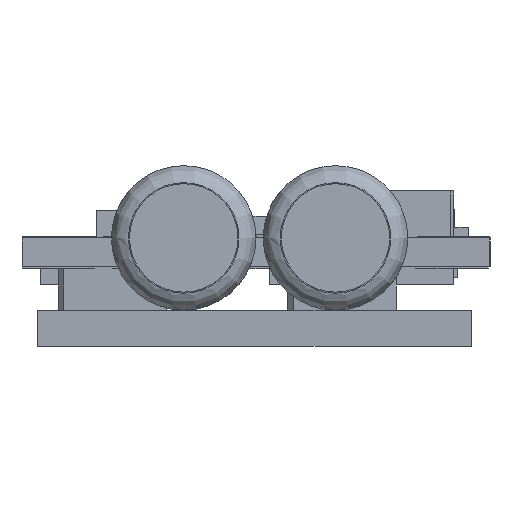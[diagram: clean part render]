
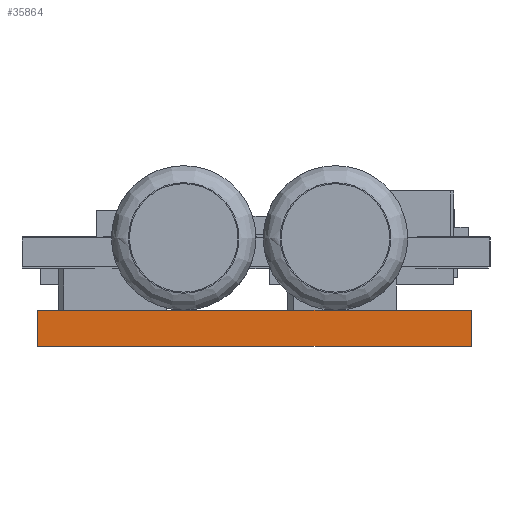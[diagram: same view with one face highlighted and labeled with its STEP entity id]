
A CAD part, left-side view. The second image highlights one B-rep face of the part: STEP entity #35864.
In plain terms, the highlighted planar face has unit normal (-1, 0, 0).
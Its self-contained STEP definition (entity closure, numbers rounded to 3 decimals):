
#35601 = EDGE_CURVE('',#35602,#35604,#35606,.T.);
#35602 = VERTEX_POINT('',#35603);
#35603 = CARTESIAN_POINT('',(-20.602,-11.912,-4.));
#35604 = VERTEX_POINT('',#35605);
#35605 = CARTESIAN_POINT('',(-20.602,-11.912,-6.));
#35606 = SURFACE_CURVE('',#35607,(#35611,#35623),.PCURVE_S1.);
#35607 = LINE('',#35608,#35609);
#35608 = CARTESIAN_POINT('',(-20.602,-11.912,-4.));
#35609 = VECTOR('',#35610,1.);
#35610 = DIRECTION('',(0.,0.,-1.));
#35611 = PCURVE('',#35612,#35617);
#35612 = PLANE('',#35613);
#35613 = AXIS2_PLACEMENT_3D('',#35614,#35615,#35616);
#35614 = CARTESIAN_POINT('',(-20.602,-11.912,-4.));
#35615 = DIRECTION('',(0.,-1.,0.));
#35616 = DIRECTION('',(1.,0.,0.));
#35617 = DEFINITIONAL_REPRESENTATION('',(#35618),#35622);
#35618 = LINE('',#35619,#35620);
#35619 = CARTESIAN_POINT('',(0.,0.));
#35620 = VECTOR('',#35621,1.);
#35621 = DIRECTION('',(0.,-1.));
#35622 = ( GEOMETRIC_REPRESENTATION_CONTEXT(2) 
PARAMETRIC_REPRESENTATION_CONTEXT() REPRESENTATION_CONTEXT('2D SPACE',''
  ) );
#35623 = PCURVE('',#35624,#35629);
#35624 = PLANE('',#35625);
#35625 = AXIS2_PLACEMENT_3D('',#35626,#35627,#35628);
#35626 = CARTESIAN_POINT('',(-20.602,12.088,-4.));
#35627 = DIRECTION('',(-1.,0.,0.));
#35628 = DIRECTION('',(0.,-1.,0.));
#35629 = DEFINITIONAL_REPRESENTATION('',(#35630),#35634);
#35630 = LINE('',#35631,#35632);
#35631 = CARTESIAN_POINT('',(24.,0.));
#35632 = VECTOR('',#35633,1.);
#35633 = DIRECTION('',(0.,-1.));
#35634 = ( GEOMETRIC_REPRESENTATION_CONTEXT(2) 
PARAMETRIC_REPRESENTATION_CONTEXT() REPRESENTATION_CONTEXT('2D SPACE',''
  ) );
#35652 = PLANE('',#35653);
#35653 = AXIS2_PLACEMENT_3D('',#35654,#35655,#35656);
#35654 = CARTESIAN_POINT('',(0.048,0.088,-6.));
#35655 = DIRECTION('',(0.,0.,1.));
#35656 = DIRECTION('',(0.,1.,0.));
#35706 = PLANE('',#35707);
#35707 = AXIS2_PLACEMENT_3D('',#35708,#35709,#35710);
#35708 = CARTESIAN_POINT('',(0.048,0.088,-4.));
#35709 = DIRECTION('',(0.,0.,1.));
#35710 = DIRECTION('',(0.,1.,0.));
#35761 = PLANE('',#35762);
#35762 = AXIS2_PLACEMENT_3D('',#35763,#35764,#35765);
#35763 = CARTESIAN_POINT('',(20.698,12.088,-4.));
#35764 = DIRECTION('',(0.,1.,0.));
#35765 = DIRECTION('',(-1.,0.,0.));
#35799 = VERTEX_POINT('',#35800);
#35800 = CARTESIAN_POINT('',(-20.602,12.088,-6.));
#35821 = EDGE_CURVE('',#35822,#35799,#35824,.T.);
#35822 = VERTEX_POINT('',#35823);
#35823 = CARTESIAN_POINT('',(-20.602,12.088,-4.));
#35824 = SURFACE_CURVE('',#35825,(#35829,#35836),.PCURVE_S1.);
#35825 = LINE('',#35826,#35827);
#35826 = CARTESIAN_POINT('',(-20.602,12.088,-4.));
#35827 = VECTOR('',#35828,1.);
#35828 = DIRECTION('',(0.,0.,-1.));
#35829 = PCURVE('',#35761,#35830);
#35830 = DEFINITIONAL_REPRESENTATION('',(#35831),#35835);
#35831 = LINE('',#35832,#35833);
#35832 = CARTESIAN_POINT('',(41.3,0.));
#35833 = VECTOR('',#35834,1.);
#35834 = DIRECTION('',(0.,-1.));
#35835 = ( GEOMETRIC_REPRESENTATION_CONTEXT(2) 
PARAMETRIC_REPRESENTATION_CONTEXT() REPRESENTATION_CONTEXT('2D SPACE',''
  ) );
#35836 = PCURVE('',#35624,#35837);
#35837 = DEFINITIONAL_REPRESENTATION('',(#35838),#35842);
#35838 = LINE('',#35839,#35840);
#35839 = CARTESIAN_POINT('',(0.,0.));
#35840 = VECTOR('',#35841,1.);
#35841 = DIRECTION('',(0.,-1.));
#35842 = ( GEOMETRIC_REPRESENTATION_CONTEXT(2) 
PARAMETRIC_REPRESENTATION_CONTEXT() REPRESENTATION_CONTEXT('2D SPACE',''
  ) );
#35864 = ADVANCED_FACE('',(#35865),#35624,.T.);
#35865 = FACE_BOUND('',#35866,.T.);
#35866 = EDGE_LOOP('',(#35867,#35868,#35889,#35890));
#35867 = ORIENTED_EDGE('',*,*,#35821,.T.);
#35868 = ORIENTED_EDGE('',*,*,#35869,.T.);
#35869 = EDGE_CURVE('',#35799,#35604,#35870,.T.);
#35870 = SURFACE_CURVE('',#35871,(#35875,#35882),.PCURVE_S1.);
#35871 = LINE('',#35872,#35873);
#35872 = CARTESIAN_POINT('',(-20.602,12.088,-6.));
#35873 = VECTOR('',#35874,1.);
#35874 = DIRECTION('',(0.,-1.,0.));
#35875 = PCURVE('',#35624,#35876);
#35876 = DEFINITIONAL_REPRESENTATION('',(#35877),#35881);
#35877 = LINE('',#35878,#35879);
#35878 = CARTESIAN_POINT('',(0.,-2.));
#35879 = VECTOR('',#35880,1.);
#35880 = DIRECTION('',(1.,0.));
#35881 = ( GEOMETRIC_REPRESENTATION_CONTEXT(2) 
PARAMETRIC_REPRESENTATION_CONTEXT() REPRESENTATION_CONTEXT('2D SPACE',''
  ) );
#35882 = PCURVE('',#35652,#35883);
#35883 = DEFINITIONAL_REPRESENTATION('',(#35884),#35888);
#35884 = LINE('',#35885,#35886);
#35885 = CARTESIAN_POINT('',(12.,20.65));
#35886 = VECTOR('',#35887,1.);
#35887 = DIRECTION('',(-1.,0.));
#35888 = ( GEOMETRIC_REPRESENTATION_CONTEXT(2) 
PARAMETRIC_REPRESENTATION_CONTEXT() REPRESENTATION_CONTEXT('2D SPACE',''
  ) );
#35889 = ORIENTED_EDGE('',*,*,#35601,.F.);
#35890 = ORIENTED_EDGE('',*,*,#35891,.F.);
#35891 = EDGE_CURVE('',#35822,#35602,#35892,.T.);
#35892 = SURFACE_CURVE('',#35893,(#35897,#35904),.PCURVE_S1.);
#35893 = LINE('',#35894,#35895);
#35894 = CARTESIAN_POINT('',(-20.602,12.088,-4.));
#35895 = VECTOR('',#35896,1.);
#35896 = DIRECTION('',(0.,-1.,0.));
#35897 = PCURVE('',#35624,#35898);
#35898 = DEFINITIONAL_REPRESENTATION('',(#35899),#35903);
#35899 = LINE('',#35900,#35901);
#35900 = CARTESIAN_POINT('',(0.,0.));
#35901 = VECTOR('',#35902,1.);
#35902 = DIRECTION('',(1.,0.));
#35903 = ( GEOMETRIC_REPRESENTATION_CONTEXT(2) 
PARAMETRIC_REPRESENTATION_CONTEXT() REPRESENTATION_CONTEXT('2D SPACE',''
  ) );
#35904 = PCURVE('',#35706,#35905);
#35905 = DEFINITIONAL_REPRESENTATION('',(#35906),#35910);
#35906 = LINE('',#35907,#35908);
#35907 = CARTESIAN_POINT('',(12.,20.65));
#35908 = VECTOR('',#35909,1.);
#35909 = DIRECTION('',(-1.,0.));
#35910 = ( GEOMETRIC_REPRESENTATION_CONTEXT(2) 
PARAMETRIC_REPRESENTATION_CONTEXT() REPRESENTATION_CONTEXT('2D SPACE',''
  ) );
